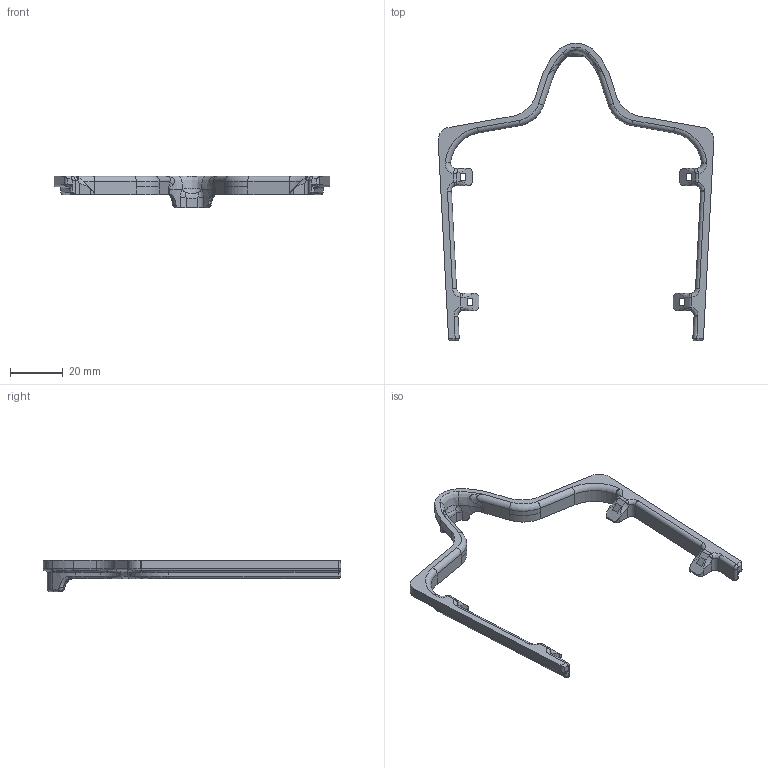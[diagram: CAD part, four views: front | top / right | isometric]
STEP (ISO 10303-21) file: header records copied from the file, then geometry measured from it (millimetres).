
FILE_DESCRIPTION (( 'STEP AP214' ), '1' );
FILE_NAME ('v0.6.1_cv19_ICTF_bottom_VAR2.STEP', '2020-04-12T17:20:09', ( 'ABC' ), ( '' ), 'SwSTEP 2.0', 'SolidWorks 2016', '' );
FILE_SCHEMA (( 'AUTOMOTIVE_DESIGN' ));
Length unit declared in the file: millimetre
Products named in the file (1): v0.6.1_cv19_ICTF_bottom_VAR2
Bounding box: 104.53 x 112.91 x 12 mm (x, y, z)
Volume: 7211.2 mm3; surface area: 6869 mm2
Topology: 1 solids, 1 shells, 255 faces, 645 edges, 380 vertices
Faces by surface type: cylinder 95, plane 64, bspline 45, torus 41, sphere 10
Entity records: 9199 total; most frequent: CARTESIAN_POINT 3432, ORIENTED_EDGE 1258, DIRECTION 1178, EDGE_CURVE 629, AXIS2_PLACEMENT_3D 454, VERTEX_POINT 378, LINE 270, VECTOR 270
